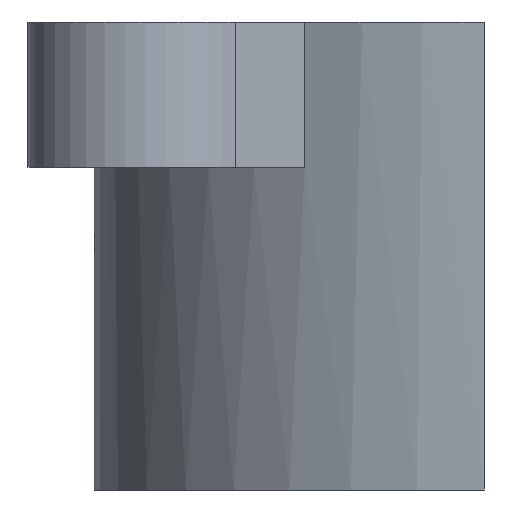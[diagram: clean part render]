
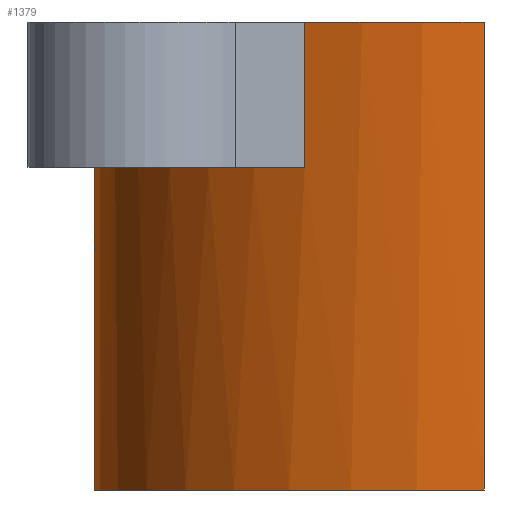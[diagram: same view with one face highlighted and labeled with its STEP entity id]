
A CAD part, left-side view. The second image highlights one B-rep face of the part: STEP entity #1379.
In plain terms, the highlighted cylindrical face has radius 46.686 mm (diameter 93.371 mm), a partial arc.
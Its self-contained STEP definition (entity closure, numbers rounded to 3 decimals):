
#41 = CARTESIAN_POINT ( 'NONE',  ( 21.503, 26.486, 9.125 ) ) ;
#51 = CARTESIAN_POINT ( 'NONE',  ( 41.444, 6.545, 9.125 ) ) ;
#68 = AXIS2_PLACEMENT_3D ( 'NONE', #1403, #810, #1071 ) ;
#71 = VERTEX_POINT ( 'NONE', #1085 ) ;
#95 = AXIS2_PLACEMENT_3D ( 'NONE', #324, #1508, #747 ) ;
#100 = CARTESIAN_POINT ( 'NONE',  ( 46.69, -14.955, -29.526 ) ) ;
#103 = CARTESIAN_POINT ( 'NONE',  ( 41.444, 6.545, 26.497 ) ) ;
#125 = CARTESIAN_POINT ( 'NONE',  ( 0.004, -14.955, 9.125 ) ) ;
#134 = DIRECTION ( 'NONE',  ( 0., 0., 1. ) ) ;
#167 = CARTESIAN_POINT ( 'NONE',  ( -41.437, 6.545, 9.125 ) ) ;
#179 = DIRECTION ( 'NONE',  ( 0., 0., 1. ) ) ;
#230 = VERTEX_POINT ( 'NONE', #762 ) ;
#231 = CARTESIAN_POINT ( 'NONE',  ( 46.69, -14.955, 26.497 ) ) ;
#267 = AXIS2_PLACEMENT_3D ( 'NONE', #983, #179, #292 ) ;
#286 = VERTEX_POINT ( 'NONE', #167 ) ;
#287 = VECTOR ( 'NONE', #1420, 1000. ) ;
#288 = DIRECTION ( 'NONE',  ( 0., 0., 1. ) ) ;
#292 = DIRECTION ( 'NONE',  ( 1., 0., 0. ) ) ;
#317 = EDGE_CURVE ( 'NONE', #643, #1042, #1753, .T. ) ;
#324 = CARTESIAN_POINT ( 'NONE',  ( 0.004, -14.955, 9.125 ) ) ;
#329 = VERTEX_POINT ( 'NONE', #231 ) ;
#356 = VECTOR ( 'NONE', #494, 1000. ) ;
#384 = CARTESIAN_POINT ( 'NONE',  ( -46.682, -14.955, -1.515 ) ) ;
#401 = AXIS2_PLACEMENT_3D ( 'NONE', #1836, #288, #439 ) ;
#414 = ORIENTED_EDGE ( 'NONE', *, *, #1032, .F. ) ;
#422 = EDGE_CURVE ( 'NONE', #71, #517, #1387, .T. ) ;
#424 = DIRECTION ( 'NONE',  ( 0., 0., 1. ) ) ;
#439 = DIRECTION ( 'NONE',  ( 1., 0., 0. ) ) ;
#442 = CARTESIAN_POINT ( 'NONE',  ( -41.437, 6.545, 26.497 ) ) ;
#461 = ORIENTED_EDGE ( 'NONE', *, *, #1152, .T. ) ;
#463 = CIRCLE ( 'NONE', #1642, 46.686 ) ;
#494 = DIRECTION ( 'NONE',  ( 0., 0., 1. ) ) ;
#506 = CIRCLE ( 'NONE', #267, 46.686 ) ;
#517 = VERTEX_POINT ( 'NONE', #1833 ) ;
#546 = ORIENTED_EDGE ( 'NONE', *, *, #1396, .F. ) ;
#554 = VERTEX_POINT ( 'NONE', #41 ) ;
#608 = VERTEX_POINT ( 'NONE', #442 ) ;
#619 = AXIS2_PLACEMENT_3D ( 'NONE', #1421, #1573, #1726 ) ;
#643 = VERTEX_POINT ( 'NONE', #51 ) ;
#654 = DIRECTION ( 'NONE',  ( 0., 0., 1. ) ) ;
#663 = DIRECTION ( 'NONE',  ( 0., 0., -1. ) ) ;
#673 = CARTESIAN_POINT ( 'NONE',  ( 46.69, -14.955, -1.515 ) ) ;
#707 = EDGE_CURVE ( 'NONE', #230, #711, #506, .T. ) ;
#711 = VERTEX_POINT ( 'NONE', #1564 ) ;
#747 = DIRECTION ( 'NONE',  ( 1., 0., 0. ) ) ;
#762 = CARTESIAN_POINT ( 'NONE',  ( 21.503, 26.486, 26.497 ) ) ;
#799 = CYLINDRICAL_SURFACE ( 'NONE', #68, 46.686 ) ;
#802 = DIRECTION ( 'NONE',  ( 1., 0., 0. ) ) ;
#810 = DIRECTION ( 'NONE',  ( 0., 0., 1. ) ) ;
#822 = LINE ( 'NONE', #673, #1695 ) ;
#823 = CIRCLE ( 'NONE', #972, 46.686 ) ;
#860 = LINE ( 'NONE', #979, #1404 ) ;
#899 = EDGE_CURVE ( 'NONE', #643, #554, #1724, .T. ) ;
#931 = FACE_OUTER_BOUND ( 'NONE', #1824, .T. ) ;
#947 = VECTOR ( 'NONE', #134, 1000. ) ;
#972 = AXIS2_PLACEMENT_3D ( 'NONE', #125, #1084, #802 ) ;
#979 = CARTESIAN_POINT ( 'NONE',  ( -41.437, 6.545, 9.125 ) ) ;
#983 = CARTESIAN_POINT ( 'NONE',  ( 0.004, -14.955, 26.497 ) ) ;
#1002 = VERTEX_POINT ( 'NONE', #1091 ) ;
#1003 = CIRCLE ( 'NONE', #401, 46.686 ) ;
#1020 = EDGE_CURVE ( 'NONE', #1407, #517, #463, .T. ) ;
#1032 = EDGE_CURVE ( 'NONE', #1002, #286, #823, .T. ) ;
#1042 = VERTEX_POINT ( 'NONE', #103 ) ;
#1071 = DIRECTION ( 'NONE',  ( 1., 0., 0. ) ) ;
#1074 = EDGE_CURVE ( 'NONE', #608, #71, #1582, .T. ) ;
#1084 = DIRECTION ( 'NONE',  ( 0., 0., 1. ) ) ;
#1085 = CARTESIAN_POINT ( 'NONE',  ( -46.682, -14.955, 26.497 ) ) ;
#1091 = CARTESIAN_POINT ( 'NONE',  ( -21.496, 26.486, 9.125 ) ) ;
#1111 = EDGE_CURVE ( 'NONE', #329, #1042, #1003, .T. ) ;
#1113 = ORIENTED_EDGE ( 'NONE', *, *, #1471, .F. ) ;
#1152 = EDGE_CURVE ( 'NONE', #1002, #711, #1448, .T. ) ;
#1202 = ORIENTED_EDGE ( 'NONE', *, *, #1111, .F. ) ;
#1232 = CARTESIAN_POINT ( 'NONE',  ( 41.444, 6.545, 9.125 ) ) ;
#1280 = CARTESIAN_POINT ( 'NONE',  ( -21.496, 26.486, 9.125 ) ) ;
#1304 = ORIENTED_EDGE ( 'NONE', *, *, #317, .T. ) ;
#1353 = VECTOR ( 'NONE', #663, 1000. ) ;
#1377 = ORIENTED_EDGE ( 'NONE', *, *, #1457, .F. ) ;
#1379 = ADVANCED_FACE ( 'NONE', ( #931 ), #799, .T. ) ;
#1387 = LINE ( 'NONE', #384, #1353 ) ;
#1390 = CARTESIAN_POINT ( 'NONE',  ( 0.004, -14.955, -29.526 ) ) ;
#1396 = EDGE_CURVE ( 'NONE', #1407, #329, #822, .T. ) ;
#1403 = CARTESIAN_POINT ( 'NONE',  ( 0.004, -14.955, -1.515 ) ) ;
#1404 = VECTOR ( 'NONE', #424, 1000. ) ;
#1407 = VERTEX_POINT ( 'NONE', #100 ) ;
#1417 = ORIENTED_EDGE ( 'NONE', *, *, #1074, .F. ) ;
#1420 = DIRECTION ( 'NONE',  ( 0., 0., 1. ) ) ;
#1421 = CARTESIAN_POINT ( 'NONE',  ( 0.004, -14.955, 26.497 ) ) ;
#1440 = CARTESIAN_POINT ( 'NONE',  ( 21.503, 26.486, 9.125 ) ) ;
#1448 = LINE ( 'NONE', #1280, #947 ) ;
#1457 = EDGE_CURVE ( 'NONE', #286, #608, #860, .T. ) ;
#1471 = EDGE_CURVE ( 'NONE', #554, #230, #1835, .T. ) ;
#1482 = ORIENTED_EDGE ( 'NONE', *, *, #422, .F. ) ;
#1508 = DIRECTION ( 'NONE',  ( 0., 0., 1. ) ) ;
#1527 = ORIENTED_EDGE ( 'NONE', *, *, #899, .F. ) ;
#1564 = CARTESIAN_POINT ( 'NONE',  ( -21.496, 26.486, 26.497 ) ) ;
#1565 = ORIENTED_EDGE ( 'NONE', *, *, #707, .F. ) ;
#1573 = DIRECTION ( 'NONE',  ( 0., 0., 1. ) ) ;
#1582 = CIRCLE ( 'NONE', #619, 46.686 ) ;
#1642 = AXIS2_PLACEMENT_3D ( 'NONE', #1390, #654, #1681 ) ;
#1681 = DIRECTION ( 'NONE',  ( 1., 0., 0. ) ) ;
#1695 = VECTOR ( 'NONE', #1810, 1000. ) ;
#1724 = CIRCLE ( 'NONE', #95, 46.686 ) ;
#1726 = DIRECTION ( 'NONE',  ( 1., 0., 0. ) ) ;
#1753 = LINE ( 'NONE', #1232, #356 ) ;
#1810 = DIRECTION ( 'NONE',  ( 0., 0., 1. ) ) ;
#1824 = EDGE_LOOP ( 'NONE', ( #1527, #1304, #1202, #546, #1825, #1482, #1417, #1377, #414, #461, #1565, #1113 ) ) ;
#1825 = ORIENTED_EDGE ( 'NONE', *, *, #1020, .T. ) ;
#1833 = CARTESIAN_POINT ( 'NONE',  ( -46.682, -14.955, -29.526 ) ) ;
#1835 = LINE ( 'NONE', #1440, #287 ) ;
#1836 = CARTESIAN_POINT ( 'NONE',  ( 0.004, -14.955, 26.497 ) ) ;
